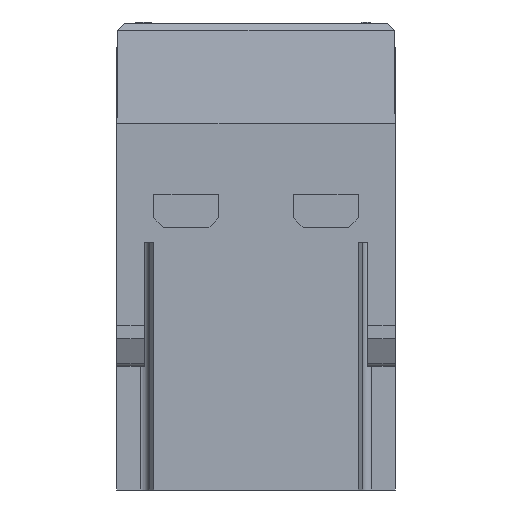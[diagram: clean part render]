
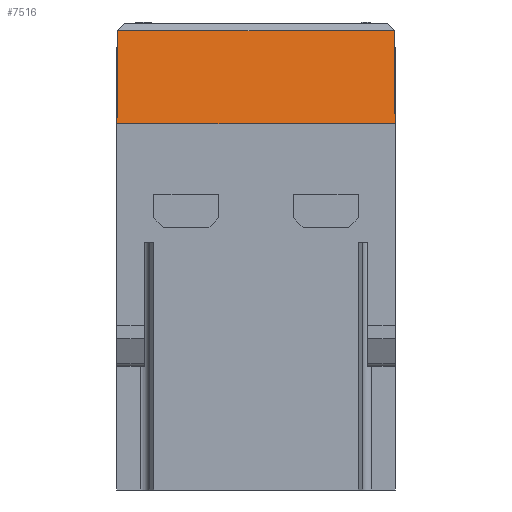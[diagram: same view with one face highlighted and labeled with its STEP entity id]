
A CAD part, left-side view. The second image highlights one B-rep face of the part: STEP entity #7516.
In plain terms, the highlighted planar face has unit normal (-0.99, 0, 0.141).
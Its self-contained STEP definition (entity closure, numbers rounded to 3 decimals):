
#72 = VECTOR ( 'NONE', #29416, 1000. ) ;
#243 = VECTOR ( 'NONE', #15781, 1000. ) ;
#507 = LINE ( 'NONE', #34136, #243 ) ;
#683 = LINE ( 'NONE', #38943, #2633 ) ;
#1929 = PLANE ( 'NONE',  #20707 ) ;
#2388 = DIRECTION ( 'NONE',  ( -0.1, -0.706, -0.701 ) ) ;
#2633 = VECTOR ( 'NONE', #18847, 1000. ) ;
#2706 = VECTOR ( 'NONE', #29540, 1000. ) ;
#3150 = ORIENTED_EDGE ( 'NONE', *, *, #32845, .F. ) ;
#3344 = LINE ( 'NONE', #7794, #2706 ) ;
#3656 = VERTEX_POINT ( 'NONE', #10660 ) ;
#4135 = CARTESIAN_POINT ( 'NONE',  ( -13.756, 14.546, 25.022 ) ) ;
#4418 = EDGE_CURVE ( 'NONE', #3656, #36335, #3344, .T. ) ;
#5075 = EDGE_CURVE ( 'NONE', #24204, #3656, #36955, .T. ) ;
#5199 = EDGE_CURVE ( 'NONE', #29299, #22642, #10694, .T. ) ;
#5500 = CARTESIAN_POINT ( 'NONE',  ( -15.15, -14.63, 15.265 ) ) ;
#5729 = CARTESIAN_POINT ( 'NONE',  ( -13.757, -14.558, 25.015 ) ) ;
#6697 = EDGE_CURVE ( 'NONE', #22642, #7416, #507, .T. ) ;
#7416 = VERTEX_POINT ( 'NONE', #5500 ) ;
#7516 = ADVANCED_FACE ( 'NONE', ( #28776 ), #1929, .F. ) ;
#7794 = CARTESIAN_POINT ( 'NONE',  ( -14.462, 19.525, 20.08 ) ) ;
#9112 = CARTESIAN_POINT ( 'NONE',  ( -15.15, 14.626, 15.265 ) ) ;
#10660 = CARTESIAN_POINT ( 'NONE',  ( -13.757, 14.553, 25.015 ) ) ;
#10694 = LINE ( 'NONE', #35355, #11819 ) ;
#11349 = VECTOR ( 'NONE', #31598, 1000. ) ;
#11819 = VECTOR ( 'NONE', #2388, 1000. ) ;
#11892 = LINE ( 'NONE', #30172, #72 ) ;
#15781 = DIRECTION ( 'NONE',  ( -0.141, -0.007, -0.99 ) ) ;
#15902 = ORIENTED_EDGE ( 'NONE', *, *, #5199, .F. ) ;
#17078 = CARTESIAN_POINT ( 'NONE',  ( -15.15, 14.648, 15.265 ) ) ;
#17500 = CARTESIAN_POINT ( 'NONE',  ( -15.15, 14.626, 15.265 ) ) ;
#17582 = DIRECTION ( 'NONE',  ( 0.99, 0., -0.141 ) ) ;
#17824 = ORIENTED_EDGE ( 'NONE', *, *, #6697, .F. ) ;
#17830 = DIRECTION ( 'NONE',  ( 0., -1., 0. ) ) ;
#18847 = DIRECTION ( 'NONE',  ( 0., -1., 0. ) ) ;
#20707 = AXIS2_PLACEMENT_3D ( 'NONE', #17078, #17582, #17830 ) ;
#22642 = VERTEX_POINT ( 'NONE', #5729 ) ;
#22698 = ORIENTED_EDGE ( 'NONE', *, *, #26612, .T. ) ;
#24204 = VERTEX_POINT ( 'NONE', #9112 ) ;
#24271 = ORIENTED_EDGE ( 'NONE', *, *, #5075, .F. ) ;
#26612 = EDGE_CURVE ( 'NONE', #24204, #7416, #683, .T. ) ;
#28028 = CARTESIAN_POINT ( 'NONE',  ( -13.756, -14.55, 25.022 ) ) ;
#28776 = FACE_OUTER_BOUND ( 'NONE', #38282, .T. ) ;
#29299 = VERTEX_POINT ( 'NONE', #28028 ) ;
#29416 = DIRECTION ( 'NONE',  ( 0., -1., 0. ) ) ;
#29540 = DIRECTION ( 'NONE',  ( 0.1, -0.706, 0.701 ) ) ;
#30172 = CARTESIAN_POINT ( 'NONE',  ( -13.756, -13.802, 25.022 ) ) ;
#31598 = DIRECTION ( 'NONE',  ( 0.141, -0.007, 0.99 ) ) ;
#32845 = EDGE_CURVE ( 'NONE', #36335, #29299, #11892, .T. ) ;
#33347 = ORIENTED_EDGE ( 'NONE', *, *, #4418, .F. ) ;
#34136 = CARTESIAN_POINT ( 'NONE',  ( -15.12, -14.628, 15.477 ) ) ;
#35355 = CARTESIAN_POINT ( 'NONE',  ( -12.39, -4.919, 34.583 ) ) ;
#36335 = VERTEX_POINT ( 'NONE', #4135 ) ;
#36955 = LINE ( 'NONE', #17500, #11349 ) ;
#38282 = EDGE_LOOP ( 'NONE', ( #33347, #24271, #22698, #17824, #15902, #3150 ) ) ;
#38943 = CARTESIAN_POINT ( 'NONE',  ( -15.15, 14.648, 15.265 ) ) ;
